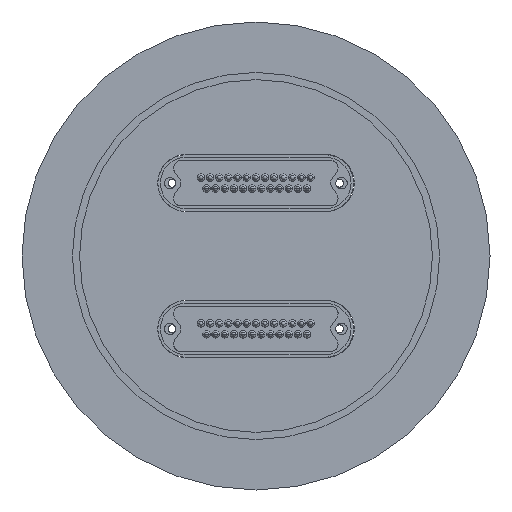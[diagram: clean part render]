
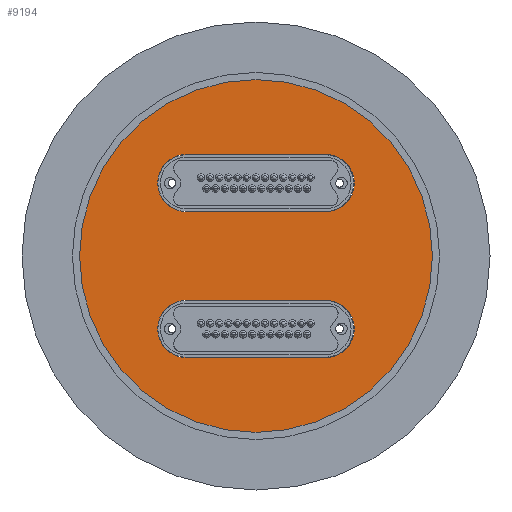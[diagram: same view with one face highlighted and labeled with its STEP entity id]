
A CAD part, front view. The second image highlights one B-rep face of the part: STEP entity #9194.
In plain terms, the highlighted planar face has unit normal (0, -1, 0).
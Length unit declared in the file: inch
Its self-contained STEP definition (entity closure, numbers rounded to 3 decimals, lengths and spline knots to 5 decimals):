
#899 = EDGE_CURVE ( 'NONE', #15079, #15081, #5244, .T. ) ;
#1009 = EDGE_CURVE ( 'NONE', #15026, #15079, #5369, .T. ) ;
#1024 = EDGE_CURVE ( 'NONE', #15062, #15083, #20615, .T. ) ;
#1030 = EDGE_CURVE ( 'NONE', #15083, #34628, #20622, .T. ) ;
#1047 = EDGE_CURVE ( 'NONE', #15081, #15072, #20642, .T. ) ;
#1075 = EDGE_CURVE ( 'NONE', #15061, #15059, #20661, .T. ) ;
#1081 = EDGE_CURVE ( 'NONE', #15059, #15061, #20672, .T. ) ;
#1082 = EDGE_CURVE ( 'NONE', #34627, #15062, #20674, .T. ) ;
#1083 = EDGE_CURVE ( 'NONE', #34628, #34627, #20675, .T. ) ;
#1223 = EDGE_CURVE ( 'NONE', #15072, #15026, #20760, .T. ) ;
#2446 = DIRECTION ( 'NONE',  ( 0., 1., 0. ) ) ;
#2464 = CARTESIAN_POINT ( 'NONE',  ( -1.93, 0., 0. ) ) ;
#2465 = PLANE ( 'NONE',  #11762 ) ;
#2467 = DIRECTION ( 'NONE',  ( 0., 0., 1. ) ) ;
#5205 = ORIENTED_EDGE ( 'NONE', *, *, #1082, .T. ) ;
#5206 = ORIENTED_EDGE ( 'NONE', *, *, #1083, .T. ) ;
#5207 = ORIENTED_EDGE ( 'NONE', *, *, #1030, .T. ) ;
#5208 = ORIENTED_EDGE ( 'NONE', *, *, #1024, .T. ) ;
#5209 = ORIENTED_EDGE ( 'NONE', *, *, #1047, .T. ) ;
#5210 = ORIENTED_EDGE ( 'NONE', *, *, #899, .T. ) ;
#5211 = ORIENTED_EDGE ( 'NONE', *, *, #1009, .T. ) ;
#5212 = ORIENTED_EDGE ( 'NONE', *, *, #1223, .T. ) ;
#5213 = ORIENTED_EDGE ( 'NONE', *, *, #1081, .F. ) ;
#5214 = ORIENTED_EDGE ( 'NONE', *, *, #1075, .F. ) ;
#5244 = CIRCLE ( 'NONE', #6241, 0.3125 ) ;
#5369 = LINE ( 'NONE', #26262, #5371 ) ;
#5371 = VECTOR ( 'NONE', #26261, 39.37008 ) ;
#5804 = AXIS2_PLACEMENT_3D ( 'NONE', #11250, #11249, #11248 ) ;
#5814 = AXIS2_PLACEMENT_3D ( 'NONE', #29359, #29358, #29357 ) ;
#6215 = AXIS2_PLACEMENT_3D ( 'NONE', #29325, #29324, #29323 ) ;
#6217 = AXIS2_PLACEMENT_3D ( 'NONE', #29330, #29329, #29328 ) ;
#6232 = AXIS2_PLACEMENT_3D ( 'NONE', #26186, #26185, #26184 ) ;
#6241 = AXIS2_PLACEMENT_3D ( 'NONE', #31605, #31604, #31603 ) ;
#9194 = ADVANCED_FACE ( 'NONE', ( #22858, #22855, #22851 ), #2465, .F. ) ;
#11248 = DIRECTION ( 'NONE',  ( 0., 0., -1. ) ) ;
#11249 = DIRECTION ( 'NONE',  ( 0., 1., 0. ) ) ;
#11250 = CARTESIAN_POINT ( 'NONE',  ( -0.7625, 0., 0.79736 ) ) ;
#11762 = AXIS2_PLACEMENT_3D ( 'NONE', #2464, #2446, #2467 ) ;
#12152 = EDGE_LOOP ( 'NONE', ( #5214, #5213 ) ) ;
#12154 = EDGE_LOOP ( 'NONE', ( #5208, #5207, #5206, #5205 ) ) ;
#12155 = EDGE_LOOP ( 'NONE', ( #5212, #5211, #5210, #5209 ) ) ;
#15026 = VERTEX_POINT ( 'NONE', #33084 ) ;
#15059 = VERTEX_POINT ( 'NONE', #33098 ) ;
#15061 = VERTEX_POINT ( 'NONE', #33099 ) ;
#15062 = VERTEX_POINT ( 'NONE', #33100 ) ;
#15072 = VERTEX_POINT ( 'NONE', #33106 ) ;
#15079 = VERTEX_POINT ( 'NONE', #33110 ) ;
#15081 = VERTEX_POINT ( 'NONE', #33111 ) ;
#15083 = VERTEX_POINT ( 'NONE', #33112 ) ;
#15573 = CARTESIAN_POINT ( 'NONE',  ( -0.7625, 0., -0.48486 ) ) ;
#15577 = CARTESIAN_POINT ( 'NONE',  ( -0.7625, 0., -1.10986 ) ) ;
#20615 = CIRCLE ( 'NONE', #6232, 0.3125 ) ;
#20622 = LINE ( 'NONE', #26162, #20624 ) ;
#20624 = VECTOR ( 'NONE', #26173, 39.37008 ) ;
#20642 = LINE ( 'NONE', #26051, #20645 ) ;
#20645 = VECTOR ( 'NONE', #26050, 39.37008 ) ;
#20661 = CIRCLE ( 'NONE', #5814, 1.93 ) ;
#20672 = CIRCLE ( 'NONE', #6217, 1.93 ) ;
#20674 = LINE ( 'NONE', #29337, #20676 ) ;
#20675 = CIRCLE ( 'NONE', #6215, 0.3125 ) ;
#20676 = VECTOR ( 'NONE', #29336, 39.37008 ) ;
#20760 = CIRCLE ( 'NONE', #5804, 0.3125 ) ;
#22851 = FACE_BOUND ( 'NONE', #12154, .T. ) ;
#22855 = FACE_BOUND ( 'NONE', #12155, .T. ) ;
#22858 = FACE_OUTER_BOUND ( 'NONE', #12152, .T. ) ;
#26050 = DIRECTION ( 'NONE',  ( -1., 0., 0. ) ) ;
#26051 = CARTESIAN_POINT ( 'NONE',  ( -0.7625, 0., 0.48486 ) ) ;
#26162 = CARTESIAN_POINT ( 'NONE',  ( 0.7625, 0., -1.10986 ) ) ;
#26173 = DIRECTION ( 'NONE',  ( -1., 0., 0. ) ) ;
#26184 = DIRECTION ( 'NONE',  ( 0., 0., -1. ) ) ;
#26185 = DIRECTION ( 'NONE',  ( 0., 1., 0. ) ) ;
#26186 = CARTESIAN_POINT ( 'NONE',  ( 0.7625, 0., -0.79736 ) ) ;
#26261 = DIRECTION ( 'NONE',  ( 1., 0., 0. ) ) ;
#26262 = CARTESIAN_POINT ( 'NONE',  ( -0.7625, 0., 1.10986 ) ) ;
#29323 = DIRECTION ( 'NONE',  ( 0., 0., -1. ) ) ;
#29324 = DIRECTION ( 'NONE',  ( 0., 1., 0. ) ) ;
#29325 = CARTESIAN_POINT ( 'NONE',  ( -0.7625, 0., -0.79736 ) ) ;
#29328 = DIRECTION ( 'NONE',  ( 0., 0., -1. ) ) ;
#29329 = DIRECTION ( 'NONE',  ( 0., 1., 0. ) ) ;
#29330 = CARTESIAN_POINT ( 'NONE',  ( 0., 0., 0. ) ) ;
#29336 = DIRECTION ( 'NONE',  ( 1., 0., 0. ) ) ;
#29337 = CARTESIAN_POINT ( 'NONE',  ( 0.7625, 0., -0.48486 ) ) ;
#29357 = DIRECTION ( 'NONE',  ( 0., 0., -1. ) ) ;
#29358 = DIRECTION ( 'NONE',  ( 0., 1., 0. ) ) ;
#29359 = CARTESIAN_POINT ( 'NONE',  ( 0., 0., 0. ) ) ;
#31603 = DIRECTION ( 'NONE',  ( 0., 0., -1. ) ) ;
#31604 = DIRECTION ( 'NONE',  ( 0., 1., 0. ) ) ;
#31605 = CARTESIAN_POINT ( 'NONE',  ( 0.7625, 0., 0.79736 ) ) ;
#33084 = CARTESIAN_POINT ( 'NONE',  ( -0.7625, 0., 1.10986 ) ) ;
#33098 = CARTESIAN_POINT ( 'NONE',  ( 0., 0., 1.93 ) ) ;
#33099 = CARTESIAN_POINT ( 'NONE',  ( 0., 0., -1.93 ) ) ;
#33100 = CARTESIAN_POINT ( 'NONE',  ( 0.7625, 0., -0.48486 ) ) ;
#33106 = CARTESIAN_POINT ( 'NONE',  ( -0.7625, 0., 0.48486 ) ) ;
#33110 = CARTESIAN_POINT ( 'NONE',  ( 0.7625, 0., 1.10986 ) ) ;
#33111 = CARTESIAN_POINT ( 'NONE',  ( 0.7625, 0., 0.48486 ) ) ;
#33112 = CARTESIAN_POINT ( 'NONE',  ( 0.7625, 0., -1.10986 ) ) ;
#34627 = VERTEX_POINT ( 'NONE', #15573 ) ;
#34628 = VERTEX_POINT ( 'NONE', #15577 ) ;
